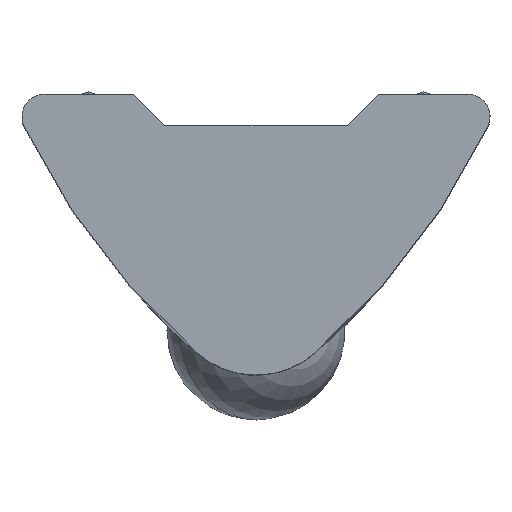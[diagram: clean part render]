
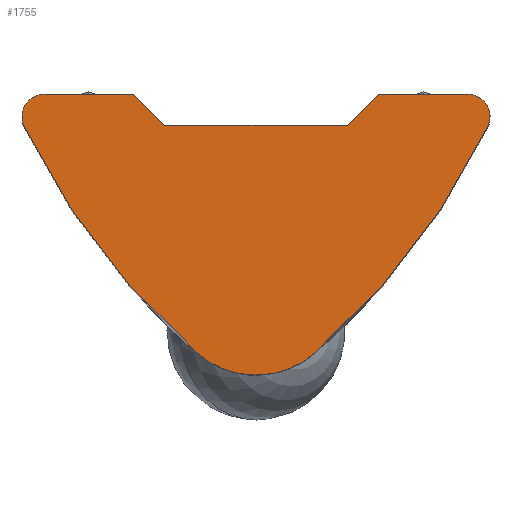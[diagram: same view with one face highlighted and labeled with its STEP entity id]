
A CAD part, top view. The second image highlights one B-rep face of the part: STEP entity #1755.
In plain terms, the highlighted planar face has unit normal (0, 0, 1).
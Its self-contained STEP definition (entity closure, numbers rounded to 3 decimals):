
#18 = DIRECTION ( 'NONE',  ( 0., 0., 1. ) ) ;
#87 = DIRECTION ( 'NONE',  ( 0., 0., 1. ) ) ;
#102 = DIRECTION ( 'NONE',  ( -1., 0., 0. ) ) ;
#105 = CARTESIAN_POINT ( 'NONE',  ( -4.75, -0.5, 17. ) ) ;
#110 = VERTEX_POINT ( 'NONE', #700 ) ;
#156 = DIRECTION ( 'NONE',  ( -1., 0., 0. ) ) ;
#202 = CARTESIAN_POINT ( 'NONE',  ( 2.05, -0.7, 17. ) ) ;
#206 = CARTESIAN_POINT ( 'NONE',  ( 4.75, 0., 17. ) ) ;
#212 = VERTEX_POINT ( 'NONE', #1633 ) ;
#217 = ORIENTED_EDGE ( 'NONE', *, *, #1525, .T. ) ;
#282 = AXIS2_PLACEMENT_3D ( 'NONE', #105, #2081, #1006 ) ;
#330 = AXIS2_PLACEMENT_3D ( 'NONE', #2152, #1078, #1251 ) ;
#367 = LINE ( 'NONE', #1804, #2211 ) ;
#371 = AXIS2_PLACEMENT_3D ( 'NONE', #2245, #1182, #102 ) ;
#388 = DIRECTION ( 'NONE',  ( -1., 0., 0. ) ) ;
#434 = ORIENTED_EDGE ( 'NONE', *, *, #1099, .T. ) ;
#445 = CARTESIAN_POINT ( 'NONE',  ( -2.05, -0.7, 17. ) ) ;
#482 = CIRCLE ( 'NONE', #1439, 0.5 ) ;
#582 = EDGE_CURVE ( 'NONE', #967, #994, #482, .T. ) ;
#595 = VECTOR ( 'NONE', #597, 1000. ) ;
#597 = DIRECTION ( 'NONE',  ( -0.707, -0.707, 0. ) ) ;
#603 = EDGE_LOOP ( 'NONE', ( #852, #217, #721, #2089, #2272, #434, #1953, #720, #795, #1756, #1948 ) ) ;
#622 = EDGE_CURVE ( 'NONE', #2173, #1107, #1383, .T. ) ;
#638 = CARTESIAN_POINT ( 'NONE',  ( -2.05, -0.7, 17. ) ) ;
#643 = CARTESIAN_POINT ( 'NONE',  ( -2.75, 0., 17. ) ) ;
#681 = AXIS2_PLACEMENT_3D ( 'NONE', #1094, #18, #1276 ) ;
#700 = CARTESIAN_POINT ( 'NONE',  ( 1.315, -5.807, 17. ) ) ;
#704 = DIRECTION ( 'NONE',  ( 0., 0., 1. ) ) ;
#720 = ORIENTED_EDGE ( 'NONE', *, *, #1648, .T. ) ;
#721 = ORIENTED_EDGE ( 'NONE', *, *, #582, .T. ) ;
#734 = DIRECTION ( 'NONE',  ( -0.707, 0.707, 0. ) ) ;
#737 = VECTOR ( 'NONE', #388, 1000. ) ;
#773 = VERTEX_POINT ( 'NONE', #2262 ) ;
#795 = ORIENTED_EDGE ( 'NONE', *, *, #2252, .T. ) ;
#852 = ORIENTED_EDGE ( 'NONE', *, *, #885, .T. ) ;
#885 = EDGE_CURVE ( 'NONE', #1105, #1422, #1943, .T. ) ;
#894 = EDGE_CURVE ( 'NONE', #2195, #110, #1154, .T. ) ;
#900 = CARTESIAN_POINT ( 'NONE',  ( 4.75, -0.5, 17. ) ) ;
#928 = CIRCLE ( 'NONE', #1561, 0.5 ) ;
#929 = CIRCLE ( 'NONE', #371, 16. ) ;
#967 = VERTEX_POINT ( 'NONE', #2039 ) ;
#994 = VERTEX_POINT ( 'NONE', #1504 ) ;
#1006 = DIRECTION ( 'NONE',  ( 1., 0., 0. ) ) ;
#1015 = CARTESIAN_POINT ( 'NONE',  ( 5.2, -0.718, 17. ) ) ;
#1071 = LINE ( 'NONE', #1119, #595 ) ;
#1078 = DIRECTION ( 'NONE',  ( 0., 0., 1. ) ) ;
#1083 = DIRECTION ( 'NONE',  ( -1., 0., 0. ) ) ;
#1094 = CARTESIAN_POINT ( 'NONE',  ( 9.203, 6.25, 17. ) ) ;
#1099 = EDGE_CURVE ( 'NONE', #110, #1811, #929, .T. ) ;
#1105 = VERTEX_POINT ( 'NONE', #643 ) ;
#1107 = VERTEX_POINT ( 'NONE', #638 ) ;
#1119 = CARTESIAN_POINT ( 'NONE',  ( 2.75, 0., 17. ) ) ;
#1152 = FACE_OUTER_BOUND ( 'NONE', #603, .T. ) ;
#1154 = CIRCLE ( 'NONE', #1263, 2. ) ;
#1172 = CARTESIAN_POINT ( 'NONE',  ( -4.75, -0.5, 17. ) ) ;
#1182 = DIRECTION ( 'NONE',  ( 0., 0., 1. ) ) ;
#1211 = LINE ( 'NONE', #206, #737 ) ;
#1235 = CARTESIAN_POINT ( 'NONE',  ( -2.75, 0., 17. ) ) ;
#1251 = DIRECTION ( 'NONE',  ( 1., 0., 0. ) ) ;
#1263 = AXIS2_PLACEMENT_3D ( 'NONE', #1773, #704, #1951 ) ;
#1276 = DIRECTION ( 'NONE',  ( 1., 0., 0. ) ) ;
#1286 = CARTESIAN_POINT ( 'NONE',  ( -1.315, -5.807, 17. ) ) ;
#1346 = DIRECTION ( 'NONE',  ( 1., 0., 0. ) ) ;
#1383 = LINE ( 'NONE', #445, #2270 ) ;
#1422 = VERTEX_POINT ( 'NONE', #1759 ) ;
#1439 = AXIS2_PLACEMENT_3D ( 'NONE', #1172, #87, #1346 ) ;
#1487 = CIRCLE ( 'NONE', #330, 0.5 ) ;
#1504 = CARTESIAN_POINT ( 'NONE',  ( -5.2, -0.718, 17. ) ) ;
#1517 = VECTOR ( 'NONE', #156, 1000. ) ;
#1525 = EDGE_CURVE ( 'NONE', #1422, #967, #1487, .T. ) ;
#1526 = DIRECTION ( 'NONE',  ( -1., 0., 0. ) ) ;
#1561 = AXIS2_PLACEMENT_3D ( 'NONE', #900, #2155, #1083 ) ;
#1582 = EDGE_CURVE ( 'NONE', #1107, #1105, #367, .T. ) ;
#1633 = CARTESIAN_POINT ( 'NONE',  ( 4.75, 0., 17. ) ) ;
#1648 = EDGE_CURVE ( 'NONE', #212, #773, #1211, .T. ) ;
#1713 = CIRCLE ( 'NONE', #681, 16. ) ;
#1755 = ADVANCED_FACE ( 'NONE', ( #1152 ), #1896, .T. ) ;
#1756 = ORIENTED_EDGE ( 'NONE', *, *, #622, .T. ) ;
#1759 = CARTESIAN_POINT ( 'NONE',  ( -4.75, 0., 17. ) ) ;
#1773 = CARTESIAN_POINT ( 'NONE',  ( 0., -4.3, 17. ) ) ;
#1804 = CARTESIAN_POINT ( 'NONE',  ( -2.75, 0., 17. ) ) ;
#1811 = VERTEX_POINT ( 'NONE', #1015 ) ;
#1896 = PLANE ( 'NONE',  #282 ) ;
#1943 = LINE ( 'NONE', #1235, #1517 ) ;
#1948 = ORIENTED_EDGE ( 'NONE', *, *, #1582, .T. ) ;
#1951 = DIRECTION ( 'NONE',  ( 1., 0., 0. ) ) ;
#1953 = ORIENTED_EDGE ( 'NONE', *, *, #2003, .T. ) ;
#2003 = EDGE_CURVE ( 'NONE', #1811, #212, #928, .T. ) ;
#2039 = CARTESIAN_POINT ( 'NONE',  ( -5.25, -0.5, 17. ) ) ;
#2081 = DIRECTION ( 'NONE',  ( 0., 0., 1. ) ) ;
#2089 = ORIENTED_EDGE ( 'NONE', *, *, #2129, .T. ) ;
#2129 = EDGE_CURVE ( 'NONE', #994, #2195, #1713, .T. ) ;
#2152 = CARTESIAN_POINT ( 'NONE',  ( -4.75, -0.5, 17. ) ) ;
#2155 = DIRECTION ( 'NONE',  ( 0., 0., 1. ) ) ;
#2173 = VERTEX_POINT ( 'NONE', #202 ) ;
#2195 = VERTEX_POINT ( 'NONE', #1286 ) ;
#2211 = VECTOR ( 'NONE', #734, 1000. ) ;
#2245 = CARTESIAN_POINT ( 'NONE',  ( -9.203, 6.25, 17. ) ) ;
#2252 = EDGE_CURVE ( 'NONE', #773, #2173, #1071, .T. ) ;
#2262 = CARTESIAN_POINT ( 'NONE',  ( 2.75, 0., 17. ) ) ;
#2270 = VECTOR ( 'NONE', #1526, 1000. ) ;
#2272 = ORIENTED_EDGE ( 'NONE', *, *, #894, .T. ) ;
